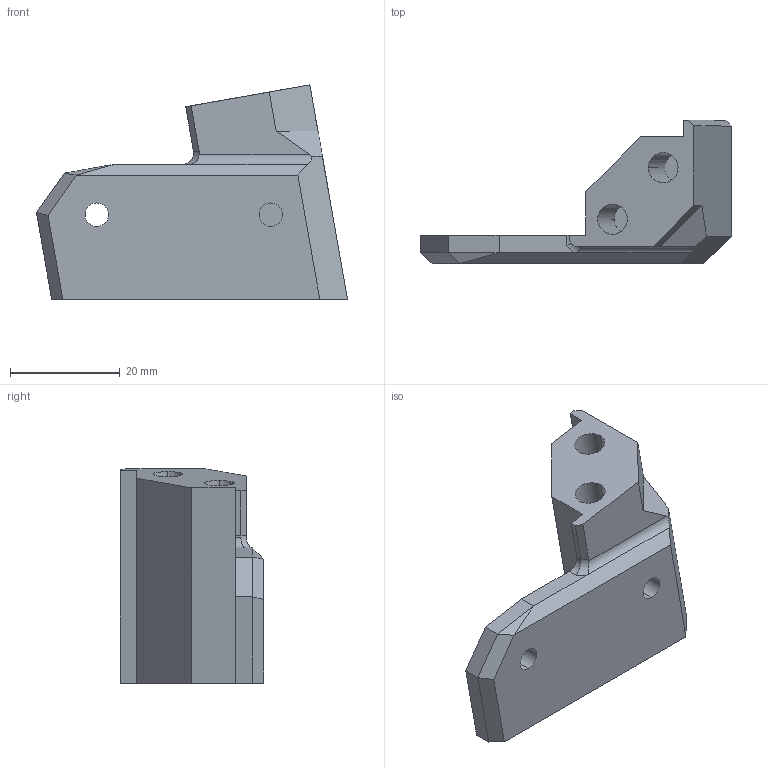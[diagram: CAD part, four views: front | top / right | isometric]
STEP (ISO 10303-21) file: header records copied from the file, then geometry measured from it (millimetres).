
FILE_DESCRIPTION (( 'STEP AP214' ), '1' );
FILE_NAME ('corner 1 back V3 bottom 150mm.STEP', '2021-07-25T17:41:08', ( '' ), ( '' ), 'SwSTEP 2.0', 'SolidWorks 2020', '' );
FILE_SCHEMA (( 'AUTOMOTIVE_DESIGN' ));
Length unit declared in the file: millimetre
Products named in the file (2): corner 1 back V3 bottom 150mm; corner 1 back V3 150mm bottom
Assembly tree (1 placements, depth 2):
  corner 1 back V3 bottom 150mm
    corner 1 back V3 150mm bottom
Bounding box: 56.78 x 26.12 x 39.09 mm (x, y, z)
Volume: 17430.3 mm3; surface area: 6487.9 mm2
Topology: 1 solids, 1 shells, 44 faces, 110 edges, 72 vertices
Faces by surface type: plane 32, cylinder 12
Entity records: 1386 total; most frequent: CARTESIAN_POINT 268, ORIENTED_EDGE 220, DIRECTION 216, EDGE_CURVE 110, VECTOR 84, LINE 84, VERTEX_POINT 72, AXIS2_PLACEMENT_3D 66
